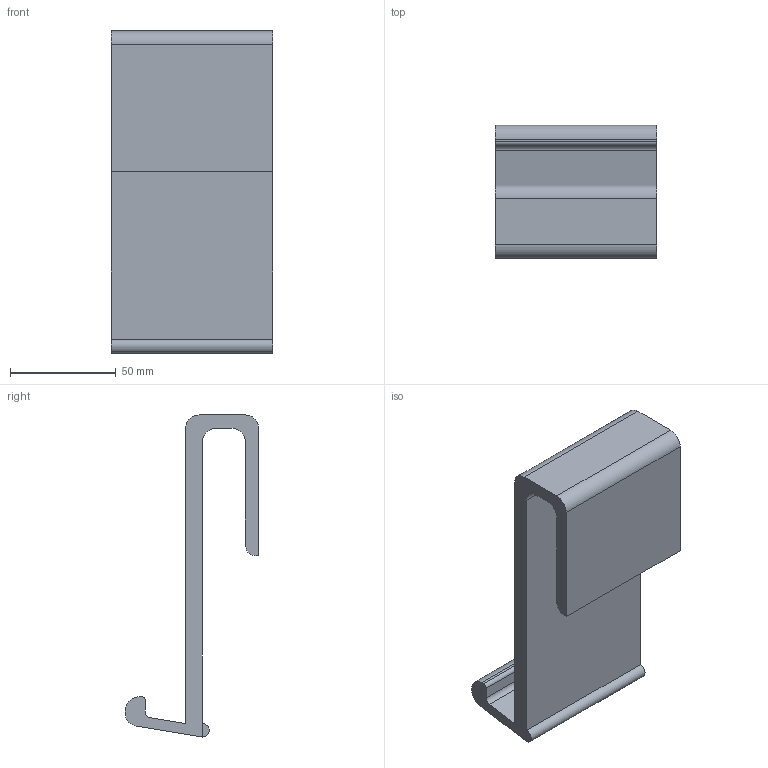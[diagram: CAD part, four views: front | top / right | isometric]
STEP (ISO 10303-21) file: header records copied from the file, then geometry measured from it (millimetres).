
FILE_DESCRIPTION(('HOOPS Exchange Step'),'2;1');
FILE_NAME('temp_export','2022-08-13T12:06:45-05:00',('mobile'),('Shapr3D Limited'),'HOOPS Exchange 2022.1','Shapr3D','Authorized');
FILE_SCHEMA( ('AP203_CONFIGURATION_CONTROLLED_3D_DESIGN_OF_MECHANICAL_PARTS_AND_ASSEMBLIES_MIM_LF') );
Length unit declared in the file: millimetre
Products named in the file (1): Phone Stand
Bounding box: 76.2 x 63.18 x 152.4 mm (x, y, z)
Volume: 150897 mm3; surface area: 47081.9 mm2
Topology: 2 solids, 2 shells, 27 faces, 69 edges, 46 vertices
Faces by surface type: plane 17, cylinder 10
Entity records: 853 total; most frequent: DIRECTION 145, CARTESIAN_POINT 143, ORIENTED_EDGE 138, EDGE_CURVE 69, VECTOR 49, LINE 49, AXIS2_PLACEMENT_3D 48, VERTEX_POINT 46
